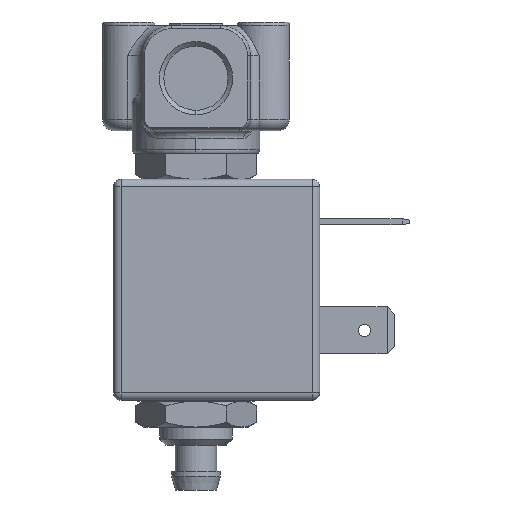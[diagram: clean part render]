
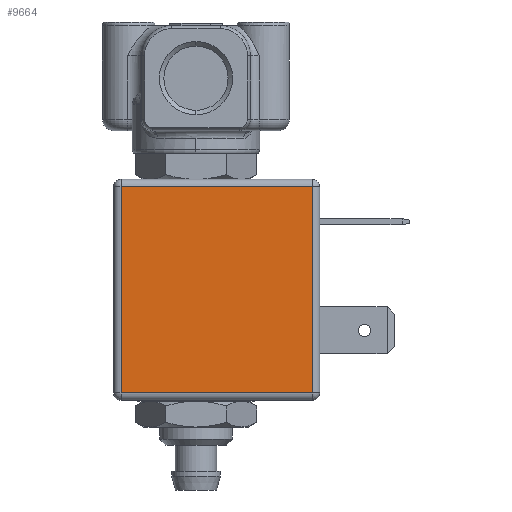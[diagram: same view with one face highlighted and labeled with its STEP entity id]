
A CAD part, front view. The second image highlights one B-rep face of the part: STEP entity #9664.
In plain terms, the highlighted face is planar.
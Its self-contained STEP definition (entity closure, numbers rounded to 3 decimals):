
#7989=DIRECTION('',(0.,0.,-1.));
#7990=VECTOR('',#7989,27.5);
#7991=CARTESIAN_POINT('',(15.5,11.,26.));
#7992=LINE('',#7991,#7990);
#7996=DIRECTION('',(1.,0.,0.));
#7997=VECTOR('',#7996,25.5);
#7998=CARTESIAN_POINT('',(-10.,11.,26.));
#7999=LINE('',#7998,#7997);
#8003=DIRECTION('',(0.,0.,1.));
#8004=VECTOR('',#8003,27.5);
#8005=CARTESIAN_POINT('',(-10.,11.,-1.5));
#8006=LINE('',#8005,#8004);
#8010=DIRECTION('',(-1.,0.,0.));
#8011=VECTOR('',#8010,25.5);
#8012=CARTESIAN_POINT('',(15.5,11.,-1.5));
#8013=LINE('',#8012,#8011);
#9241=CARTESIAN_POINT('',(15.5,11.,-1.5));
#9243=VERTEX_POINT('',#9241);
#9263=CARTESIAN_POINT('',(15.5,11.,26.));
#9264=VERTEX_POINT('',#9263);
#9265=CARTESIAN_POINT('',(-10.,11.,26.));
#9267=VERTEX_POINT('',#9265);
#9287=CARTESIAN_POINT('',(-10.,11.,-1.5));
#9288=VERTEX_POINT('',#9287);
#9651=CARTESIAN_POINT('',(0.,11.,27.));
#9652=DIRECTION('',(0.,1.,0.));
#9653=DIRECTION('',(-1.,0.,0.));
#9654=AXIS2_PLACEMENT_3D('',#9651,#9652,#9653);
#9655=PLANE('',#9654);
#9656=ORIENTED_EDGE('',*,*,#9641,.F.);
#9658=ORIENTED_EDGE('',*,*,#9657,.F.);
#9660=ORIENTED_EDGE('',*,*,#9659,.F.);
#9661=ORIENTED_EDGE('',*,*,#9617,.F.);
#9662=EDGE_LOOP('',(#9656,#9658,#9660,#9661));
#9663=FACE_OUTER_BOUND('',#9662,.F.);
#9664=ADVANCED_FACE('',(#9663),#9655,.T.);
#9617=EDGE_CURVE('',#9243,#9288,#8013,.T.);
#9641=EDGE_CURVE('',#9264,#9243,#7992,.T.);
#9657=EDGE_CURVE('',#9267,#9264,#7999,.T.);
#9659=EDGE_CURVE('',#9288,#9267,#8006,.T.);
